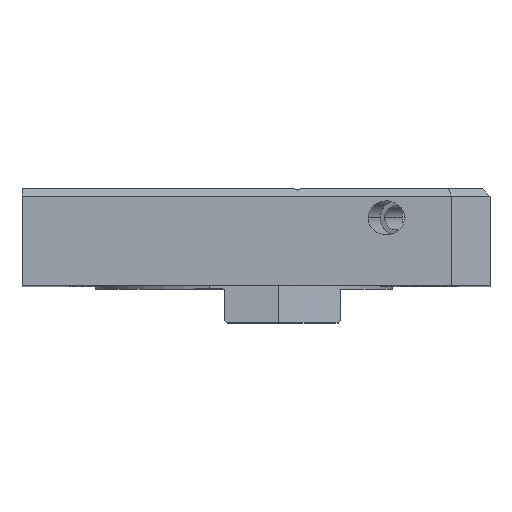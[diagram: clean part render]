
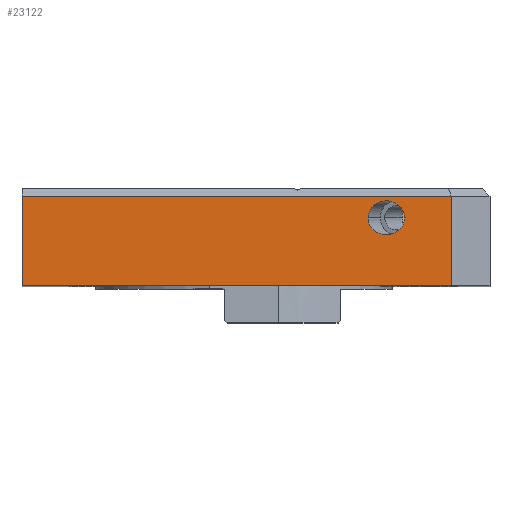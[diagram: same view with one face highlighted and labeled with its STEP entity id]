
A CAD part, top view. The second image highlights one B-rep face of the part: STEP entity #23122.
In plain terms, the highlighted face is planar.
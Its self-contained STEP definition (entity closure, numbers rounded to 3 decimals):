
#378 = CARTESIAN_POINT ( 'NONE',  ( 94.5, 18.5, -89. ) ) ;
#501 = EDGE_CURVE ( 'NONE', #16051, #23560, #22039, .T. ) ;
#700 = CARTESIAN_POINT ( 'NONE',  ( 94.5, 20., -89. ) ) ;
#2148 = CARTESIAN_POINT ( 'NONE',  ( 94.5, 0., 0. ) ) ;
#2268 = CARTESIAN_POINT ( 'NONE',  ( 94.5, 0., 0. ) ) ;
#2357 = CARTESIAN_POINT ( 'NONE',  ( 94.5, 21., -71.72 ) ) ;
#2548 = PLANE ( 'NONE',  #10295 ) ;
#2802 = VECTOR ( 'NONE', #6579, 1000. ) ;
#3450 = CARTESIAN_POINT ( 'NONE',  ( 94.5, 7., -71.72 ) ) ;
#4412 = EDGE_LOOP ( 'NONE', ( #9581, #16233 ) ) ;
#4448 = DIRECTION ( 'NONE',  ( 0., 0., 1. ) ) ;
#4762 =( BOUNDED_CURVE ( )  B_SPLINE_CURVE ( 3, ( #23268, #15607, #2357, #17754 ),
 .UNSPECIFIED., .F., .F. ) 
 B_SPLINE_CURVE_WITH_KNOTS ( ( 4, 4 ),
 ( 0., 3.142 ),
 .UNSPECIFIED. ) 
 CURVE ( )  GEOMETRIC_REPRESENTATION_ITEM ( )  RATIONAL_B_SPLINE_CURVE ( ( 1., 0.333, 0.333, 1. ) ) 
 REPRESENTATION_ITEM ( '' )  );
#5372 = CARTESIAN_POINT ( 'NONE',  ( 94.5, 14., -79.297 ) ) ;
#5431 = VERTEX_POINT ( 'NONE', #5919 ) ;
#5466 = CARTESIAN_POINT ( 'NONE',  ( 94.5, 0., -89. ) ) ;
#5560 = EDGE_LOOP ( 'NONE', ( #8062, #16055, #6025, #18325 ) ) ;
#5865 = LINE ( 'NONE', #2148, #22123 ) ;
#5919 = CARTESIAN_POINT ( 'NONE',  ( 94.5, 14., -79.297 ) ) ;
#6025 = ORIENTED_EDGE ( 'NONE', *, *, #501, .T. ) ;
#6579 = DIRECTION ( 'NONE',  ( 0., 1., 0. ) ) ;
#6978 = EDGE_CURVE ( 'NONE', #19349, #23560, #23008, .T. ) ;
#7154 = VERTEX_POINT ( 'NONE', #2268 ) ;
#7298 = CARTESIAN_POINT ( 'NONE',  ( 94.5, 14., -71.72 ) ) ;
#8062 = ORIENTED_EDGE ( 'NONE', *, *, #23798, .F. ) ;
#8170 = CARTESIAN_POINT ( 'NONE',  ( 94.5, 18.5, -97. ) ) ;
#8602 = EDGE_CURVE ( 'NONE', #5431, #22495, #4762, .T. ) ;
#8970 =( BOUNDED_CURVE ( )  B_SPLINE_CURVE ( 3, ( #10948, #3450, #22154, #5372 ),
 .UNSPECIFIED., .F., .F. ) 
 B_SPLINE_CURVE_WITH_KNOTS ( ( 4, 4 ),
 ( 3.142, 6.283 ),
 .UNSPECIFIED. ) 
 CURVE ( )  GEOMETRIC_REPRESENTATION_ITEM ( )  RATIONAL_B_SPLINE_CURVE ( ( 1., 0.333, 0.333, 1. ) ) 
 REPRESENTATION_ITEM ( '' )  );
#9581 = ORIENTED_EDGE ( 'NONE', *, *, #12360, .F. ) ;
#10174 = DIRECTION ( 'NONE',  ( 0., 1., 0. ) ) ;
#10295 = AXIS2_PLACEMENT_3D ( 'NONE', #12059, #14052, #4448 ) ;
#10948 = CARTESIAN_POINT ( 'NONE',  ( 94.5, 14., -71.72 ) ) ;
#11391 = DIRECTION ( 'NONE',  ( 0., 0., -1. ) ) ;
#12059 = CARTESIAN_POINT ( 'NONE',  ( 94.5, 20., -97. ) ) ;
#12360 = EDGE_CURVE ( 'NONE', #22495, #5431, #8970, .T. ) ;
#12375 = FACE_BOUND ( 'NONE', #4412, .T. ) ;
#13868 = VECTOR ( 'NONE', #13878, 1000. ) ;
#13878 = DIRECTION ( 'NONE',  ( 0., 0., -1. ) ) ;
#14052 = DIRECTION ( 'NONE',  ( -1., 0., 0. ) ) ;
#15607 = CARTESIAN_POINT ( 'NONE',  ( 94.5, 21., -79.297 ) ) ;
#16051 = VERTEX_POINT ( 'NONE', #5466 ) ;
#16055 = ORIENTED_EDGE ( 'NONE', *, *, #22992, .T. ) ;
#16233 = ORIENTED_EDGE ( 'NONE', *, *, #8602, .F. ) ;
#16450 = LINE ( 'NONE', #21608, #2802 ) ;
#17754 = CARTESIAN_POINT ( 'NONE',  ( 94.5, 14., -71.72 ) ) ;
#18325 = ORIENTED_EDGE ( 'NONE', *, *, #6978, .F. ) ;
#18579 = FACE_OUTER_BOUND ( 'NONE', #5560, .T. ) ;
#19349 = VERTEX_POINT ( 'NONE', #23080 ) ;
#21608 = CARTESIAN_POINT ( 'NONE',  ( 94.5, 20., 0. ) ) ;
#22039 = LINE ( 'NONE', #700, #22331 ) ;
#22123 = VECTOR ( 'NONE', #11391, 1000. ) ;
#22154 = CARTESIAN_POINT ( 'NONE',  ( 94.5, 7., -79.297 ) ) ;
#22331 = VECTOR ( 'NONE', #10174, 1000. ) ;
#22495 = VERTEX_POINT ( 'NONE', #7298 ) ;
#22992 = EDGE_CURVE ( 'NONE', #7154, #16051, #5865, .T. ) ;
#23008 = LINE ( 'NONE', #8170, #13868 ) ;
#23080 = CARTESIAN_POINT ( 'NONE',  ( 94.5, 18.5, 0. ) ) ;
#23122 = ADVANCED_FACE ( 'NONE', ( #12375, #18579 ), #2548, .F. ) ;
#23268 = CARTESIAN_POINT ( 'NONE',  ( 94.5, 14., -79.297 ) ) ;
#23560 = VERTEX_POINT ( 'NONE', #378 ) ;
#23798 = EDGE_CURVE ( 'NONE', #7154, #19349, #16450, .T. ) ;
